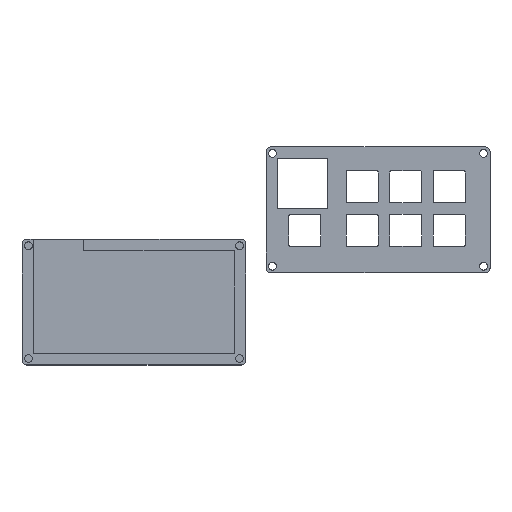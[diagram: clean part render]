
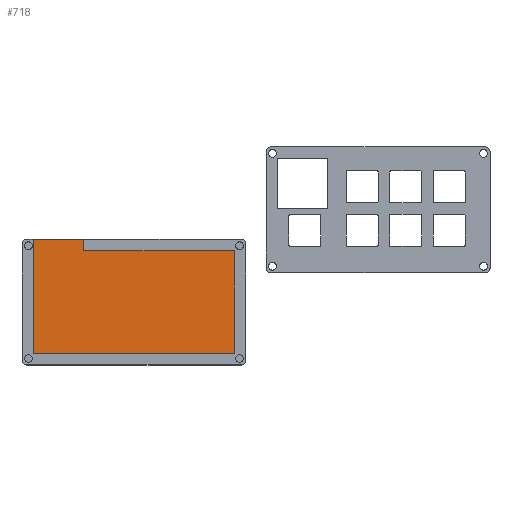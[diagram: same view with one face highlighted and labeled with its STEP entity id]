
A CAD part, top view. The second image highlights one B-rep face of the part: STEP entity #718.
In plain terms, the highlighted planar face has unit normal (0, 0, 1).
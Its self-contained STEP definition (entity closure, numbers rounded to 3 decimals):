
#265 = VERTEX_POINT('',#266);
#266 = CARTESIAN_POINT('',(-44.,27.5,3.));
#272 = EDGE_CURVE('',#273,#265,#275,.T.);
#273 = VERTEX_POINT('',#274);
#274 = CARTESIAN_POINT('',(-22.,27.5,3.));
#275 = LINE('',#276,#277);
#276 = CARTESIAN_POINT('',(-22.,27.5,3.));
#277 = VECTOR('',#278,1.);
#278 = DIRECTION('',(-1.,0.,0.));
#511 = VERTEX_POINT('',#512);
#512 = CARTESIAN_POINT('',(-44.,-22.5,3.));
#518 = EDGE_CURVE('',#511,#265,#519,.T.);
#519 = LINE('',#520,#521);
#520 = CARTESIAN_POINT('',(-44.,0.5,3.));
#521 = VECTOR('',#522,1.);
#522 = DIRECTION('',(0.,1.,0.));
#718 = ADVANCED_FACE('',(#719),#753,.T.);
#719 = FACE_BOUND('',#720,.T.);
#720 = EDGE_LOOP('',(#721,#729,#730,#731,#739,#747));
#721 = ORIENTED_EDGE('',*,*,#722,.T.);
#722 = EDGE_CURVE('',#723,#273,#725,.T.);
#723 = VERTEX_POINT('',#724);
#724 = CARTESIAN_POINT('',(-22.,22.5,3.));
#725 = LINE('',#726,#727);
#726 = CARTESIAN_POINT('',(-22.,0.5,3.));
#727 = VECTOR('',#728,1.);
#728 = DIRECTION('',(0.,1.,0.));
#729 = ORIENTED_EDGE('',*,*,#272,.T.);
#730 = ORIENTED_EDGE('',*,*,#518,.F.);
#731 = ORIENTED_EDGE('',*,*,#732,.T.);
#732 = EDGE_CURVE('',#511,#733,#735,.T.);
#733 = VERTEX_POINT('',#734);
#734 = CARTESIAN_POINT('',(44.,-22.5,3.));
#735 = LINE('',#736,#737);
#736 = CARTESIAN_POINT('',(-44.,-22.5,3.));
#737 = VECTOR('',#738,1.);
#738 = DIRECTION('',(1.,0.,0.));
#739 = ORIENTED_EDGE('',*,*,#740,.T.);
#740 = EDGE_CURVE('',#733,#741,#743,.T.);
#741 = VERTEX_POINT('',#742);
#742 = CARTESIAN_POINT('',(44.,22.5,3.));
#743 = LINE('',#744,#745);
#744 = CARTESIAN_POINT('',(44.,-22.5,3.));
#745 = VECTOR('',#746,1.);
#746 = DIRECTION('',(0.,1.,0.));
#747 = ORIENTED_EDGE('',*,*,#748,.T.);
#748 = EDGE_CURVE('',#741,#723,#749,.T.);
#749 = LINE('',#750,#751);
#750 = CARTESIAN_POINT('',(44.,22.5,3.));
#751 = VECTOR('',#752,1.);
#752 = DIRECTION('',(-1.,0.,0.));
#753 = PLANE('',#754);
#754 = AXIS2_PLACEMENT_3D('',#755,#756,#757);
#755 = CARTESIAN_POINT('',(-3.252,1.748,3.));
#756 = DIRECTION('',(0.,0.,1.));
#757 = DIRECTION('',(1.,0.,0.));
